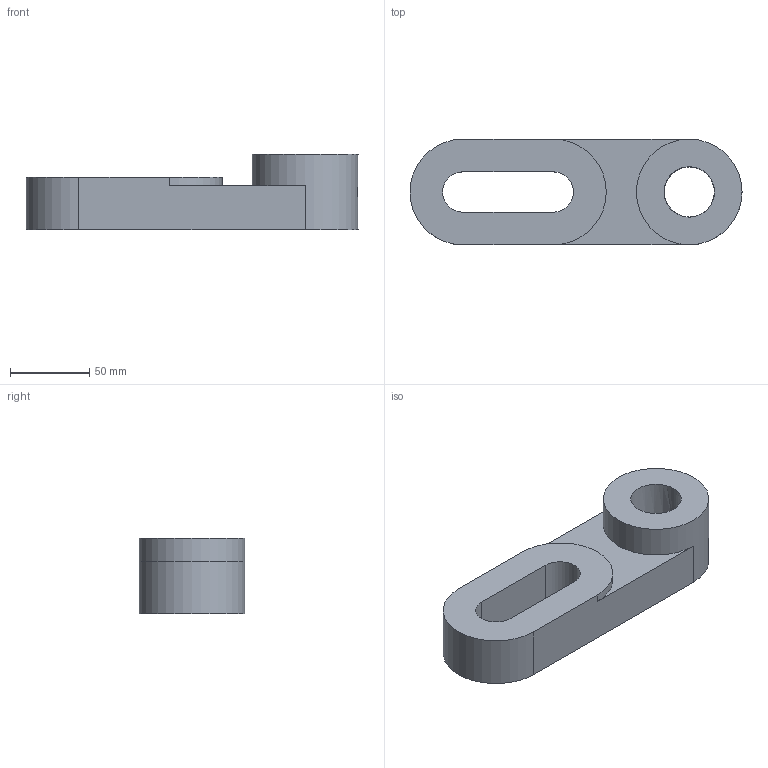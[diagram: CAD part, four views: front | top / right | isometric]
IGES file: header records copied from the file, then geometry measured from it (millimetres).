
Global section: file name: No Iges File Name specified; native system: Autodesk Inventor 2012; preprocessor: AutoDesk Inventor Iges Exporter R2012; author: Darren; date: 20120501.002803; units: inch
Bounding box: 209.3 x 66.55 x 47.75 mm (x, y, z)
Volume: 364487.9 mm3; surface area: 51639.7 mm2
Topology: 1 solids, 1 shells, 15 faces, 42 edges, 28 vertices
Faces by surface type: plane 8, revolution 4, cylinder 3
Full cylindrical faces by diameter (mm): 66.548 x1
